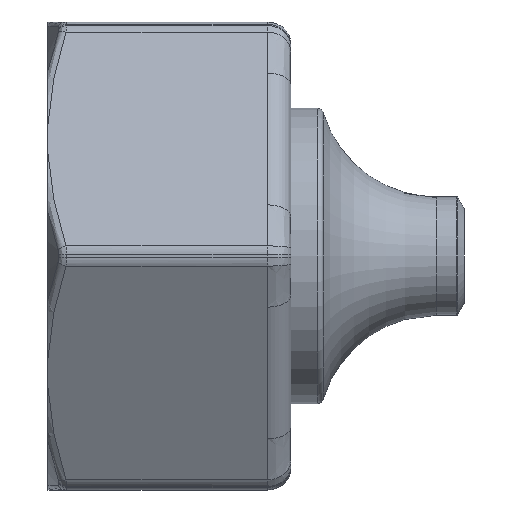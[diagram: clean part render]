
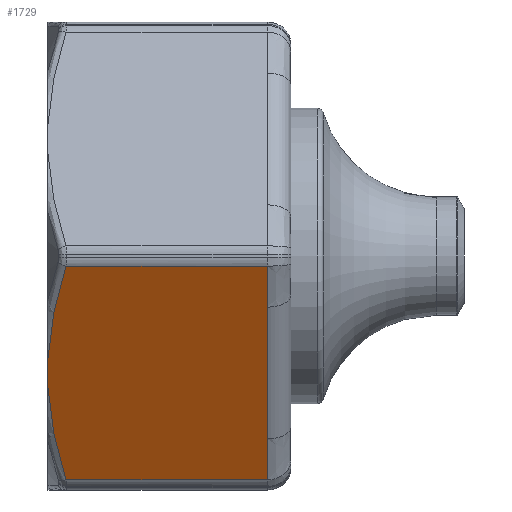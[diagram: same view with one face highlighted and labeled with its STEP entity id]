
A CAD part, front view. The second image highlights one B-rep face of the part: STEP entity #1729.
In plain terms, the highlighted planar face has unit normal (0, -0.866, -0.5).
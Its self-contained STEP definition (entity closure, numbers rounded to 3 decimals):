
#665=PLANE('',#5916);
#828=LINE('',#8045,#1277);
#829=LINE('',#8046,#1278);
#830=LINE('',#8053,#1279);
#831=LINE('',#8060,#1280);
#1277=VECTOR('',#6321,1.);
#1278=VECTOR('',#6322,1.);
#1279=VECTOR('',#6323,1.);
#1280=VECTOR('',#6324,1.);
#1729=ADVANCED_FACE('',(#2108),#665,.T.);
#2108=FACE_OUTER_BOUND('',#2388,.T.);
#2388=EDGE_LOOP('',(#2932,#2933,#2934,#2935,#2936,#2937,#2938,#2939));
#2932=ORIENTED_EDGE('',*,*,#4996,.T.);
#2933=ORIENTED_EDGE('',*,*,#4997,.T.);
#2934=ORIENTED_EDGE('',*,*,#4985,.T.);
#2935=ORIENTED_EDGE('',*,*,#4998,.T.);
#2936=ORIENTED_EDGE('',*,*,#4999,.T.);
#2937=ORIENTED_EDGE('',*,*,#5000,.T.);
#2938=ORIENTED_EDGE('',*,*,#5001,.T.);
#2939=ORIENTED_EDGE('',*,*,#5002,.T.);
#4474=VERTEX_POINT('',#7935);
#4475=VERTEX_POINT('',#7936);
#4484=VERTEX_POINT('',#8043);
#4485=VERTEX_POINT('',#8044);
#4486=VERTEX_POINT('',#8047);
#4487=VERTEX_POINT('',#8052);
#4488=VERTEX_POINT('',#8054);
#4489=VERTEX_POINT('',#8059);
#4985=EDGE_CURVE('',#4474,#4475,#5757,.T.);
#4996=EDGE_CURVE('',#4484,#4485,#5763,.T.);
#4997=EDGE_CURVE('',#4485,#4474,#828,.T.);
#4998=EDGE_CURVE('',#4475,#4486,#829,.T.);
#4999=EDGE_CURVE('',#4486,#4487,#5764,.T.);
#5000=EDGE_CURVE('',#4487,#4488,#830,.T.);
#5001=EDGE_CURVE('',#4488,#4489,#5765,.T.);
#5002=EDGE_CURVE('',#4489,#4484,#831,.T.);
#5757=B_SPLINE_CURVE_WITH_KNOTS('',3,(#7923,#7924,#7925,#7926,#7927,#7928,
#7929,#7930,#7931,#7932,#7933,#7934),.UNSPECIFIED.,.F.,.F.,(4,2,2,2,2,4),
(0.,0.25,0.5,0.625,0.75,1.),.UNSPECIFIED.);
#5763=B_SPLINE_CURVE_WITH_KNOTS('',3,(#8031,#8032,#8033,#8034,#8035,#8036,
#8037,#8038,#8039,#8040,#8041,#8042),.UNSPECIFIED.,.F.,.F.,(4,2,2,2,2,4),
(0.,0.25,0.5,0.625,0.75,1.),.UNSPECIFIED.);
#5764=B_SPLINE_CURVE_WITH_KNOTS('',3,(#8048,#8049,#8050,#8051),
 .UNSPECIFIED.,.F.,.F.,(4,4),(0.,1.),.UNSPECIFIED.);
#5765=B_SPLINE_CURVE_WITH_KNOTS('',3,(#8055,#8056,#8057,#8058),
 .UNSPECIFIED.,.F.,.F.,(4,4),(0.,1.),.UNSPECIFIED.);
#5916=AXIS2_PLACEMENT_3D('',#8061,#6325,#6326);
#6321=DIRECTION('',(0.,0.5,-0.866));
#6322=DIRECTION('',(1.,0.,0.));
#6323=DIRECTION('',(0.,-0.5,0.866));
#6324=DIRECTION('',(-1.,0.,0.));
#6325=DIRECTION('',(0.,-0.866,-0.5));
#6326=DIRECTION('',(0.,0.5,-0.866));
#7923=CARTESIAN_POINT('',(3.026,-44.628,-1.703));
#7924=CARTESIAN_POINT('',(2.08,-42.924,-4.654));
#7925=CARTESIAN_POINT('',(1.306,-41.209,-7.624));
#7926=CARTESIAN_POINT('',(0.238,-37.748,-13.619));
#7927=CARTESIAN_POINT('',(-0.054,-36.001,-16.644));
#7928=CARTESIAN_POINT('',(-0.058,-33.353,-21.231));
#7929=CARTESIAN_POINT('',(0.013,-32.464,-22.771));
#7930=CARTESIAN_POINT('',(0.291,-30.702,-25.823));
#7931=CARTESIAN_POINT('',(0.498,-29.827,-27.339));
#7932=CARTESIAN_POINT('',(1.301,-27.216,-31.861));
#7933=CARTESIAN_POINT('',(2.078,-25.495,-34.841));
#7934=CARTESIAN_POINT('',(3.026,-23.788,-37.797));
#7935=CARTESIAN_POINT('',(0.,-32.843,-22.114));
#7936=CARTESIAN_POINT('',(3.026,-23.788,-37.797));
#8031=CARTESIAN_POINT('',(3.026,-44.628,-1.703));
#8032=CARTESIAN_POINT('',(2.08,-42.924,-4.654));
#8033=CARTESIAN_POINT('',(1.306,-41.209,-7.624));
#8034=CARTESIAN_POINT('',(0.238,-37.748,-13.619));
#8035=CARTESIAN_POINT('',(-0.054,-36.001,-16.644));
#8036=CARTESIAN_POINT('',(-0.058,-33.353,-21.231));
#8037=CARTESIAN_POINT('',(0.013,-32.464,-22.771));
#8038=CARTESIAN_POINT('',(0.291,-30.702,-25.823));
#8039=CARTESIAN_POINT('',(0.498,-29.827,-27.339));
#8040=CARTESIAN_POINT('',(1.301,-27.216,-31.861));
#8041=CARTESIAN_POINT('',(2.078,-25.495,-34.841));
#8042=CARTESIAN_POINT('',(3.026,-23.788,-37.797));
#8043=CARTESIAN_POINT('',(3.026,-44.628,-1.703));
#8044=CARTESIAN_POINT('',(0.,-35.572,-17.388));
#8045=CARTESIAN_POINT('',(0.,-23.398,-38.474));
#8046=CARTESIAN_POINT('',(41.,-23.788,-37.797));
#8047=CARTESIAN_POINT('',(37.,-23.788,-37.797));
#8048=CARTESIAN_POINT('',(37.,-23.788,-37.797));
#8049=CARTESIAN_POINT('',(37.,-25.122,-35.488));
#8050=CARTESIAN_POINT('',(37.,-26.455,-33.178));
#8051=CARTESIAN_POINT('',(37.,-27.788,-30.869));
#8052=CARTESIAN_POINT('',(37.,-27.788,-30.869));
#8053=CARTESIAN_POINT('',(37.,-23.398,-38.474));
#8054=CARTESIAN_POINT('',(37.,-40.628,-8.631));
#8055=CARTESIAN_POINT('',(37.,-40.628,-8.631));
#8056=CARTESIAN_POINT('',(37.,-41.961,-6.322));
#8057=CARTESIAN_POINT('',(37.,-43.294,-4.012));
#8058=CARTESIAN_POINT('',(37.,-44.628,-1.703));
#8059=CARTESIAN_POINT('',(37.,-44.628,-1.703));
#8060=CARTESIAN_POINT('',(41.,-44.628,-1.703));
#8061=CARTESIAN_POINT('',(41.,-23.398,-38.474));
